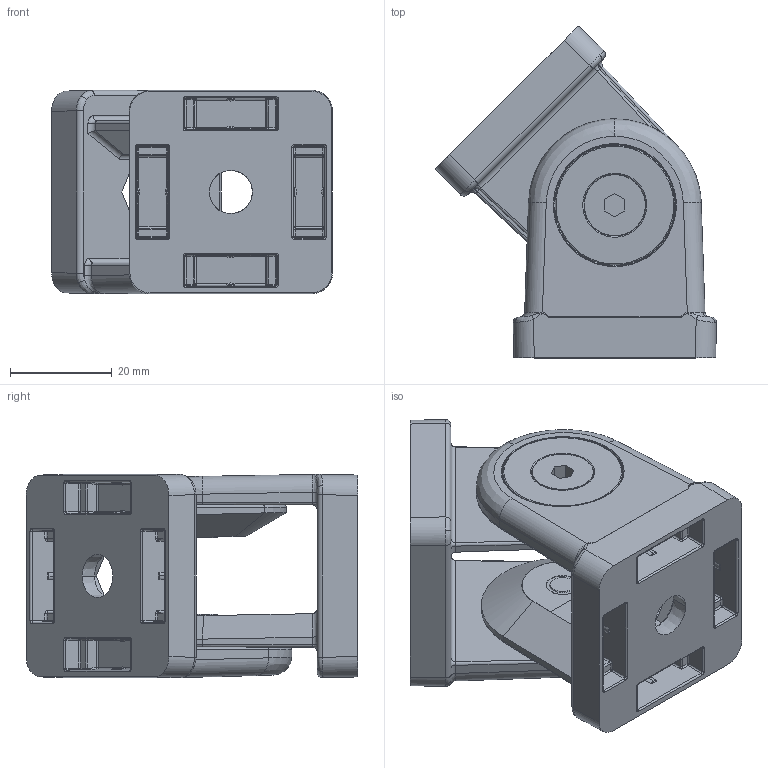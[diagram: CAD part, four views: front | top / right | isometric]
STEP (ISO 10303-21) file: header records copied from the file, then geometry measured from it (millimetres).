
FILE_DESCRIPTION (( 'STEP AP214' ), '1' );
FILE_NAME ('4.04.SPSJ.STEP', '2025-06-12T20:51:48', ( '' ), ( '' ), 'SwSTEP 2.0', 'SolidWorks 2023', '' );
FILE_SCHEMA (( 'AUTOMOTIVE_DESIGN' ));
Length unit declared in the file: millimetre
Products named in the file (11): fath_093g40an_02; fath_093g40an_03; fath_093g40an_01; fath_093g40an_05; 4.04.SPSJ; fath_093g40an_06; fath_093g40an_09; fath_093g40an_08; fath_093g40an_10; fath_093g40an_07; fath_093g40an_04
Assembly tree (10 placements, depth 2):
  4.04.SPSJ
    fath_093g40an_01
    fath_093g40an_02
    fath_093g40an_03
    fath_093g40an_04
    fath_093g40an_05
    fath_093g40an_06
    fath_093g40an_07
    fath_093g40an_08
    fath_093g40an_09
    fath_093g40an_10
Bounding box: 55.24 x 65.26 x 40.02 mm (x, y, z)
Volume: 43447.5 mm3; surface area: 27574.4 mm2
Topology: 10 solids, 10 shells, 1185 faces, 2665 edges, 1488 vertices
Faces by surface type: cylinder 436, plane 220, torus 181, bspline 156, sphere 118, cone 74
Entity records: 38824 total; most frequent: CARTESIAN_POINT 13365, DIRECTION 5400, ORIENTED_EDGE 5250, EDGE_CURVE 2625, AXIS2_PLACEMENT_3D 2231, VERTEX_POINT 1488, EDGE_LOOP 1237, CIRCLE 1189
